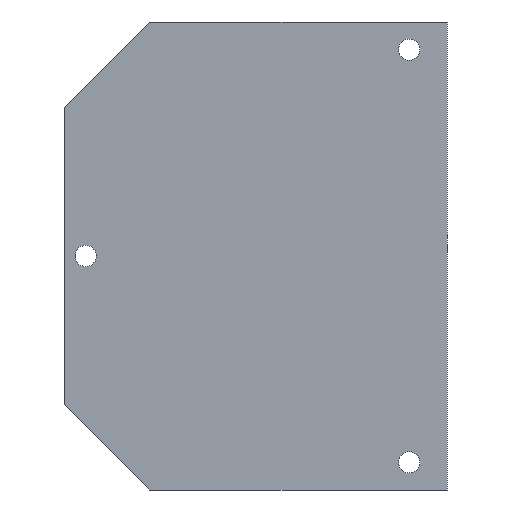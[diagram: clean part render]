
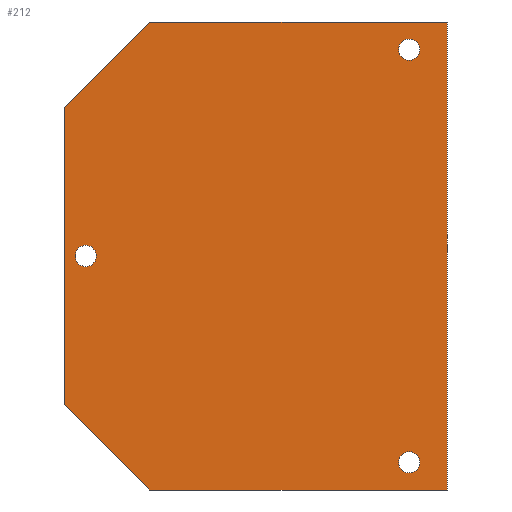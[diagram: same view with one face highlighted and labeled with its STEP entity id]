
A CAD part, left-side view. The second image highlights one B-rep face of the part: STEP entity #212.
In plain terms, the highlighted planar face has unit normal (-1, 0, 0).
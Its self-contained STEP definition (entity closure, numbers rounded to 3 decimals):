
#15=FACE_BOUND('',#46,.T.);
#16=FACE_BOUND('',#47,.T.);
#17=FACE_BOUND('',#48,.T.);
#23=PLANE('',#252);
#34=FACE_OUTER_BOUND('',#45,.T.);
#45=EDGE_LOOP('',(#170,#171,#172,#173,#174,#175));
#46=EDGE_LOOP('',(#176));
#47=EDGE_LOOP('',(#177));
#48=EDGE_LOOP('',(#178));
#62=LINE('',#341,#83);
#64=LINE('',#345,#85);
#67=LINE('',#351,#88);
#68=LINE('',#353,#89);
#69=LINE('',#355,#90);
#70=LINE('',#356,#91);
#83=VECTOR('',#285,10.);
#85=VECTOR('',#289,10.);
#88=VECTOR('',#294,10.);
#89=VECTOR('',#295,10.);
#90=VECTOR('',#296,10.);
#91=VECTOR('',#297,10.);
#100=CIRCLE('',#243,2.5);
#102=CIRCLE('',#246,2.5);
#104=CIRCLE('',#249,2.5);
#106=VERTEX_POINT('',#319);
#108=VERTEX_POINT('',#325);
#110=VERTEX_POINT('',#331);
#113=VERTEX_POINT('',#338);
#114=VERTEX_POINT('',#340);
#115=VERTEX_POINT('',#344);
#117=VERTEX_POINT('',#350);
#118=VERTEX_POINT('',#352);
#119=VERTEX_POINT('',#354);
#125=EDGE_CURVE('',#106,#106,#100,.T.);
#128=EDGE_CURVE('',#108,#108,#102,.T.);
#131=EDGE_CURVE('',#110,#110,#104,.T.);
#134=EDGE_CURVE('',#113,#114,#62,.T.);
#136=EDGE_CURVE('',#114,#115,#64,.T.);
#139=EDGE_CURVE('',#117,#113,#67,.T.);
#140=EDGE_CURVE('',#118,#117,#68,.T.);
#141=EDGE_CURVE('',#119,#118,#69,.T.);
#142=EDGE_CURVE('',#115,#119,#70,.T.);
#170=ORIENTED_EDGE('',*,*,#134,.F.);
#171=ORIENTED_EDGE('',*,*,#139,.F.);
#172=ORIENTED_EDGE('',*,*,#140,.F.);
#173=ORIENTED_EDGE('',*,*,#141,.F.);
#174=ORIENTED_EDGE('',*,*,#142,.F.);
#175=ORIENTED_EDGE('',*,*,#136,.F.);
#176=ORIENTED_EDGE('',*,*,#125,.T.);
#177=ORIENTED_EDGE('',*,*,#128,.T.);
#178=ORIENTED_EDGE('',*,*,#131,.T.);
#212=ADVANCED_FACE('',(#34,#15,#16,#17),#23,.F.);
#243=AXIS2_PLACEMENT_3D('',#321,#265,#266);
#246=AXIS2_PLACEMENT_3D('',#327,#272,#273);
#249=AXIS2_PLACEMENT_3D('',#333,#279,#280);
#252=AXIS2_PLACEMENT_3D('',#349,#292,#293);
#265=DIRECTION('center_axis',(1.,0.,0.));
#266=DIRECTION('ref_axis',(0.,0.,-1.));
#272=DIRECTION('center_axis',(1.,0.,0.));
#273=DIRECTION('ref_axis',(0.,0.,-1.));
#279=DIRECTION('center_axis',(1.,0.,0.));
#280=DIRECTION('ref_axis',(0.,0.,-1.));
#285=DIRECTION('',(0.,0.707,0.707));
#289=DIRECTION('',(0.,0.,1.));
#292=DIRECTION('center_axis',(1.,0.,0.));
#293=DIRECTION('ref_axis',(0.,0.,-1.));
#294=DIRECTION('',(0.,1.,0.));
#295=DIRECTION('',(0.,0.,-1.));
#296=DIRECTION('',(0.,-1.,0.));
#297=DIRECTION('',(0.,-0.707,0.707));
#319=CARTESIAN_POINT('',(0.,-36.,-46.));
#321=CARTESIAN_POINT('Origin',(0.,-36.,-48.5));
#325=CARTESIAN_POINT('',(0.,-36.,51.));
#327=CARTESIAN_POINT('Origin',(0.,-36.,48.5));
#331=CARTESIAN_POINT('',(0.,40.,2.5));
#333=CARTESIAN_POINT('Origin',(0.,40.,0.));
#338=CARTESIAN_POINT('',(0.,25.,-55.));
#340=CARTESIAN_POINT('',(0.,45.,-35.));
#341=CARTESIAN_POINT('',(0.,37.5,-42.5));
#344=CARTESIAN_POINT('',(0.,45.,35.));
#345=CARTESIAN_POINT('',(0.,45.,-55.));
#349=CARTESIAN_POINT('Origin',(0.,0.,0.));
#350=CARTESIAN_POINT('',(0.,-45.,-55.));
#351=CARTESIAN_POINT('',(0.,-45.,-55.));
#352=CARTESIAN_POINT('',(0.,-45.,55.));
#353=CARTESIAN_POINT('',(0.,-45.,55.));
#354=CARTESIAN_POINT('',(0.,25.,55.));
#355=CARTESIAN_POINT('',(0.,45.,55.));
#356=CARTESIAN_POINT('',(0.,37.5,42.5));
